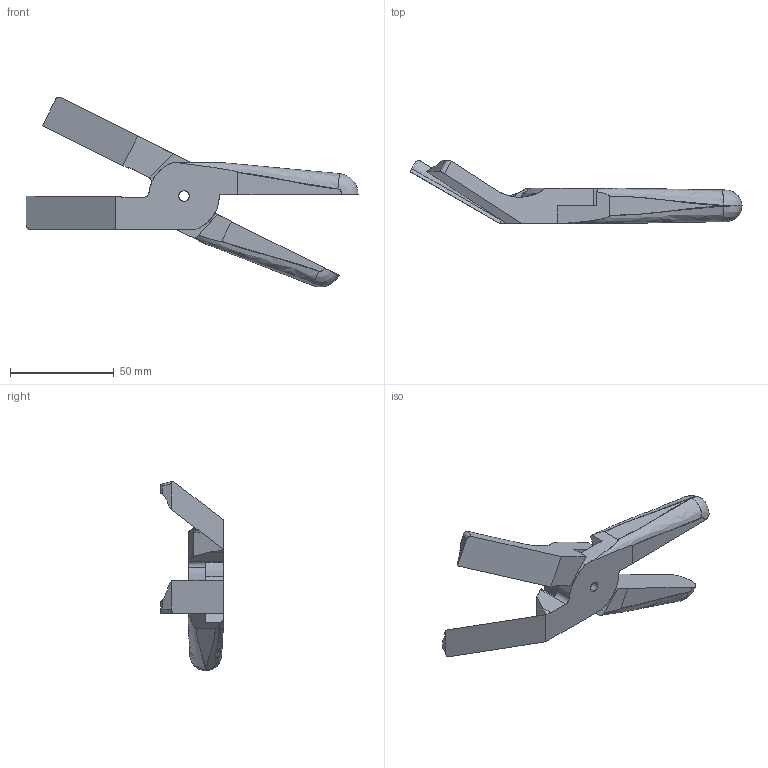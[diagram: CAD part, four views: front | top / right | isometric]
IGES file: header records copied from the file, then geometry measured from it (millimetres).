
Start section: SolidWorks IGES file using analytic representation for surfaces
Global section: file name: N50FPFL.IGS,   1; native system: 5HSolidWorks 2021; preprocessor: SolidWorks 2021; author: NP3-10; date: 210116.161054; units: millimetre
Bounding box: 160.29 x 30.33 x 91.61 mm (x, y, z)
Surface area: 19407.2 mm2 (no closed solid volume)
Topology: 0 solids, 0 shells, 76 faces, 1021 edges, 1021 vertices
Faces by surface type: bspline 50, revolution 26
